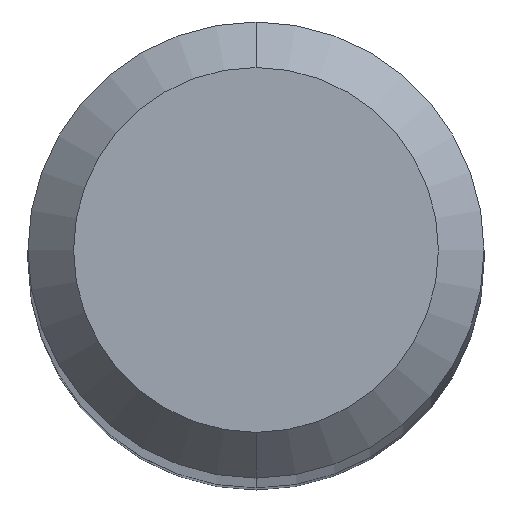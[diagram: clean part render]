
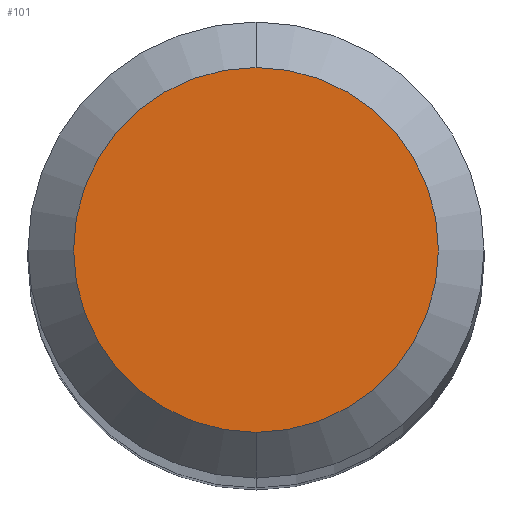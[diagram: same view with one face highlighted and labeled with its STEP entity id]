
A CAD part, top view. The second image highlights one B-rep face of the part: STEP entity #101.
In plain terms, the highlighted planar face has unit normal (0, 0, 1).
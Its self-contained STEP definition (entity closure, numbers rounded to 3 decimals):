
#85=VERTEX_POINT('',#205);
#101=ADVANCED_FACE('',(#222),#223,.T.);
#119=VERTEX_POINT('',#243);
#151=EDGE_CURVE('',#119,#85,#279,.T.);
#175=EDGE_CURVE('',#85,#119,#306,.T.);
#205=CARTESIAN_POINT('',(0.0,1.2,0.0));
#222=FACE_OUTER_BOUND('',#348,.T.);
#223=PLANE('',#349);
#243=CARTESIAN_POINT('',(0.,-1.2,0.0));
#279=CIRCLE('',#421,1.2);
#306=CIRCLE('',#458,1.2);
#348=EDGE_LOOP('',(#489,#490));
#349=AXIS2_PLACEMENT_3D('',#491,#492,#493);
#421=AXIS2_PLACEMENT_3D('',#560,#561,#562);
#458=AXIS2_PLACEMENT_3D('',#601,#602,#603);
#489=ORIENTED_EDGE('',*,*,#175,.F.);
#490=ORIENTED_EDGE('',*,*,#151,.F.);
#491=CARTESIAN_POINT('',(0.0,0.6,0.0));
#492=DIRECTION('',(-0.0,0.0,1.0));
#493=DIRECTION('',(0.0,-1.0,0.0));
#560=CARTESIAN_POINT('',(0.0,0.0,0.0));
#561=DIRECTION('',(0.0,0.0,-1.0));
#562=DIRECTION('',(0.0,1.0,0.0));
#601=CARTESIAN_POINT('',(0.0,0.0,0.0));
#602=DIRECTION('',(0.0,0.0,-1.0));
#603=DIRECTION('',(0.0,1.0,0.0));
